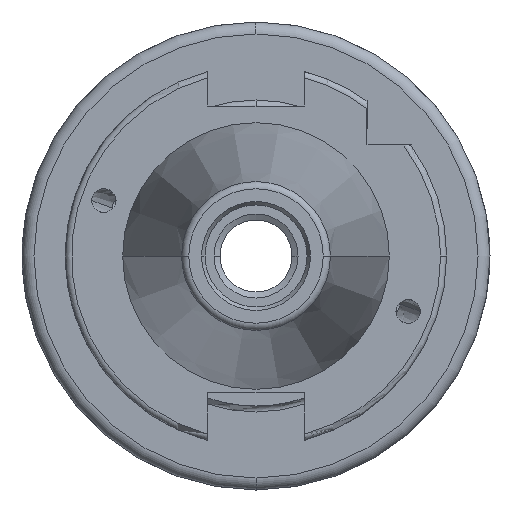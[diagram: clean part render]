
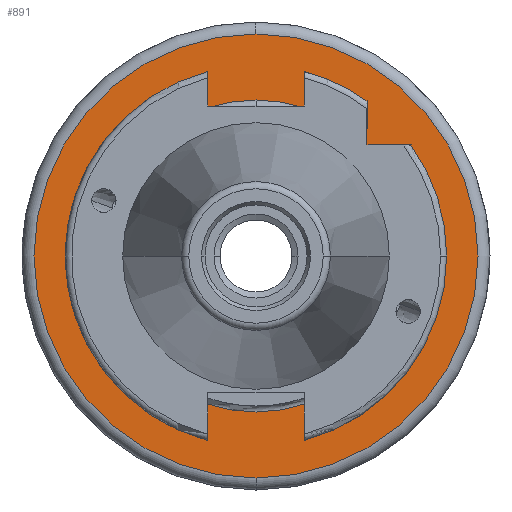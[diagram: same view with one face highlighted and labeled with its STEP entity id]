
A CAD part, left-side view. The second image highlights one B-rep face of the part: STEP entity #891.
In plain terms, the highlighted planar face has unit normal (-1, 0, 0).
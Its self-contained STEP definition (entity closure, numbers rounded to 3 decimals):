
#10 = EDGE_LOOP ( 'NONE', ( #5740, #5045, #6574, #4190, #3215, #4495, #5134, #3979, #2070 ) ) ;
#254 = DIRECTION ( 'NONE',  ( 0., 0., -1. ) ) ;
#382 = CARTESIAN_POINT ( 'NONE',  ( 36., -27.5, -2.5 ) ) ;
#406 = DIRECTION ( 'NONE',  ( 0., 0., -1. ) ) ;
#419 = DIRECTION ( 'NONE',  ( 0., 0., -1. ) ) ;
#489 = EDGE_LOOP ( 'NONE', ( #5377, #3521 ) ) ;
#493 = CARTESIAN_POINT ( 'NONE',  ( 36., 27.5, -2.5 ) ) ;
#632 = CIRCLE ( 'NONE', #6113, 37. ) ;
#634 = CARTESIAN_POINT ( 'NONE',  ( 36., 25.927, -1.943 ) ) ;
#726 = CIRCLE ( 'NONE', #2032, 2.5 ) ;
#746 = CARTESIAN_POINT ( 'NONE',  ( 36., -27.5, 0. ) ) ;
#875 = CARTESIAN_POINT ( 'NONE',  ( 36., -27.5, 0. ) ) ;
#891 = ADVANCED_FACE ( 'NONE', ( #3207, #5203 ), #3959, .F. ) ;
#952 = DIRECTION ( 'NONE',  ( -1., 0., 0. ) ) ;
#1045 = CARTESIAN_POINT ( 'NONE',  ( 36., -25.927, 1.943 ) ) ;
#1089 = CARTESIAN_POINT ( 'NONE',  ( 36., 0., 37. ) ) ;
#1110 = AXIS2_PLACEMENT_3D ( 'NONE', #3228, #7464, #3853 ) ;
#1144 = AXIS2_PLACEMENT_3D ( 'NONE', #875, #5098, #1476 ) ;
#1229 = EDGE_CURVE ( 'NONE', #7215, #3680, #7825, .T. ) ;
#1257 = VERTEX_POINT ( 'NONE', #2694 ) ;
#1287 = AXIS2_PLACEMENT_3D ( 'NONE', #2752, #7002, #3353 ) ;
#1351 = DIRECTION ( 'NONE',  ( 0., 0., -1. ) ) ;
#1439 = CARTESIAN_POINT ( 'NONE',  ( 36., 0., 0. ) ) ;
#1453 = CARTESIAN_POINT ( 'NONE',  ( 36., -27.5, 2.5 ) ) ;
#1476 = DIRECTION ( 'NONE',  ( 0., 0., -1. ) ) ;
#1669 = DIRECTION ( 'NONE',  ( -1., 0., 0. ) ) ;
#1677 = EDGE_CURVE ( 'NONE', #6307, #1257, #632, .T. ) ;
#1719 = CARTESIAN_POINT ( 'NONE',  ( 36., 0., 0. ) ) ;
#1919 = CIRCLE ( 'NONE', #1110, 2.5 ) ;
#1938 = AXIS2_PLACEMENT_3D ( 'NONE', #7510, #3897, #254 ) ;
#1967 = VERTEX_POINT ( 'NONE', #6892 ) ;
#2032 = AXIS2_PLACEMENT_3D ( 'NONE', #7640, #4028, #406 ) ;
#2058 = DIRECTION ( 'NONE',  ( 0., 0., -1. ) ) ;
#2070 = ORIENTED_EDGE ( 'NONE', *, *, #5646, .F. ) ;
#2124 = AXIS2_PLACEMENT_3D ( 'NONE', #4573, #952, #5176 ) ;
#2292 = AXIS2_PLACEMENT_3D ( 'NONE', #3133, #7366, #3755 ) ;
#2327 = DIRECTION ( 'NONE',  ( 0., 0., 1. ) ) ;
#2483 = AXIS2_PLACEMENT_3D ( 'NONE', #1719, #5940, #2327 ) ;
#2661 = CARTESIAN_POINT ( 'NONE',  ( 36., -25.927, -1.943 ) ) ;
#2694 = CARTESIAN_POINT ( 'NONE',  ( 36., 0., -37. ) ) ;
#2752 = CARTESIAN_POINT ( 'NONE',  ( 36., 26., 0. ) ) ;
#3133 = CARTESIAN_POINT ( 'NONE',  ( 36., 27.5, 0. ) ) ;
#3207 = FACE_OUTER_BOUND ( 'NONE', #489, .T. ) ;
#3214 = EDGE_CURVE ( 'NONE', #7570, #7218, #1919, .T. ) ;
#3215 = ORIENTED_EDGE ( 'NONE', *, *, #4660, .F. ) ;
#3228 = CARTESIAN_POINT ( 'NONE',  ( 36., 27.5, 0. ) ) ;
#3238 = AXIS2_PLACEMENT_3D ( 'NONE', #746, #4958, #1351 ) ;
#3327 = AXIS2_PLACEMENT_3D ( 'NONE', #7650, #4037, #419 ) ;
#3353 = DIRECTION ( 'NONE',  ( 0., 0., -1. ) ) ;
#3521 = ORIENTED_EDGE ( 'NONE', *, *, #1677, .T. ) ;
#3531 = EDGE_CURVE ( 'NONE', #7670, #6668, #4923, .T. ) ;
#3680 = VERTEX_POINT ( 'NONE', #1453 ) ;
#3682 = CIRCLE ( 'NONE', #3327, 37. ) ;
#3755 = DIRECTION ( 'NONE',  ( 0., 0., -1. ) ) ;
#3853 = DIRECTION ( 'NONE',  ( 0., 0., -1. ) ) ;
#3878 = CIRCLE ( 'NONE', #2124, 26. ) ;
#3897 = DIRECTION ( 'NONE',  ( 1., 0., 0. ) ) ;
#3959 = PLANE ( 'NONE',  #1287 ) ;
#3979 = ORIENTED_EDGE ( 'NONE', *, *, #3214, .T. ) ;
#4028 = DIRECTION ( 'NONE',  ( 1., 0., 0. ) ) ;
#4037 = DIRECTION ( 'NONE',  ( -1., 0., 0. ) ) ;
#4119 = CIRCLE ( 'NONE', #2292, 2.5 ) ;
#4168 = CIRCLE ( 'NONE', #5235, 26. ) ;
#4190 = ORIENTED_EDGE ( 'NONE', *, *, #3531, .T. ) ;
#4388 = VERTEX_POINT ( 'NONE', #634 ) ;
#4495 = ORIENTED_EDGE ( 'NONE', *, *, #7457, .T. ) ;
#4573 = CARTESIAN_POINT ( 'NONE',  ( 36., 0., 0. ) ) ;
#4607 = CIRCLE ( 'NONE', #2483, 26. ) ;
#4660 = EDGE_CURVE ( 'NONE', #4388, #6668, #3878, .T. ) ;
#4757 = EDGE_CURVE ( 'NONE', #1257, #6307, #3682, .T. ) ;
#4923 = CIRCLE ( 'NONE', #3238, 2.5 ) ;
#4958 = DIRECTION ( 'NONE',  ( 1., 0., 0. ) ) ;
#5045 = ORIENTED_EDGE ( 'NONE', *, *, #1229, .T. ) ;
#5081 = CARTESIAN_POINT ( 'NONE',  ( 36., 27.5, 2.5 ) ) ;
#5098 = DIRECTION ( 'NONE',  ( 1., 0., 0. ) ) ;
#5134 = ORIENTED_EDGE ( 'NONE', *, *, #6229, .T. ) ;
#5176 = DIRECTION ( 'NONE',  ( 0., 0., 1. ) ) ;
#5203 = FACE_BOUND ( 'NONE', #10, .T. ) ;
#5235 = AXIS2_PLACEMENT_3D ( 'NONE', #5297, #1669, #5899 ) ;
#5278 = CARTESIAN_POINT ( 'NONE',  ( 36., 25.927, 1.943 ) ) ;
#5297 = CARTESIAN_POINT ( 'NONE',  ( 36., 0., 0. ) ) ;
#5377 = ORIENTED_EDGE ( 'NONE', *, *, #4757, .T. ) ;
#5646 = EDGE_CURVE ( 'NONE', #1967, #7218, #4607, .T. ) ;
#5674 = DIRECTION ( 'NONE',  ( -1., 0., 0. ) ) ;
#5740 = ORIENTED_EDGE ( 'NONE', *, *, #7749, .F. ) ;
#5899 = DIRECTION ( 'NONE',  ( 0., 0., 1. ) ) ;
#5940 = DIRECTION ( 'NONE',  ( -1., 0., 0. ) ) ;
#6022 = VERTEX_POINT ( 'NONE', #493 ) ;
#6113 = AXIS2_PLACEMENT_3D ( 'NONE', #1439, #5674, #2058 ) ;
#6229 = EDGE_CURVE ( 'NONE', #6022, #7570, #726, .T. ) ;
#6307 = VERTEX_POINT ( 'NONE', #1089 ) ;
#6574 = ORIENTED_EDGE ( 'NONE', *, *, #6624, .T. ) ;
#6624 = EDGE_CURVE ( 'NONE', #3680, #7670, #6772, .T. ) ;
#6668 = VERTEX_POINT ( 'NONE', #2661 ) ;
#6772 = CIRCLE ( 'NONE', #1938, 2.5 ) ;
#6892 = CARTESIAN_POINT ( 'NONE',  ( 36., 0., 26. ) ) ;
#7002 = DIRECTION ( 'NONE',  ( 1., 0., 0. ) ) ;
#7215 = VERTEX_POINT ( 'NONE', #1045 ) ;
#7218 = VERTEX_POINT ( 'NONE', #5278 ) ;
#7366 = DIRECTION ( 'NONE',  ( 1., 0., 0. ) ) ;
#7457 = EDGE_CURVE ( 'NONE', #4388, #6022, #4119, .T. ) ;
#7464 = DIRECTION ( 'NONE',  ( 1., 0., 0. ) ) ;
#7510 = CARTESIAN_POINT ( 'NONE',  ( 36., -27.5, 0. ) ) ;
#7570 = VERTEX_POINT ( 'NONE', #5081 ) ;
#7640 = CARTESIAN_POINT ( 'NONE',  ( 36., 27.5, 0. ) ) ;
#7650 = CARTESIAN_POINT ( 'NONE',  ( 36., 0., 0. ) ) ;
#7670 = VERTEX_POINT ( 'NONE', #382 ) ;
#7749 = EDGE_CURVE ( 'NONE', #7215, #1967, #4168, .T. ) ;
#7825 = CIRCLE ( 'NONE', #1144, 2.5 ) ;
